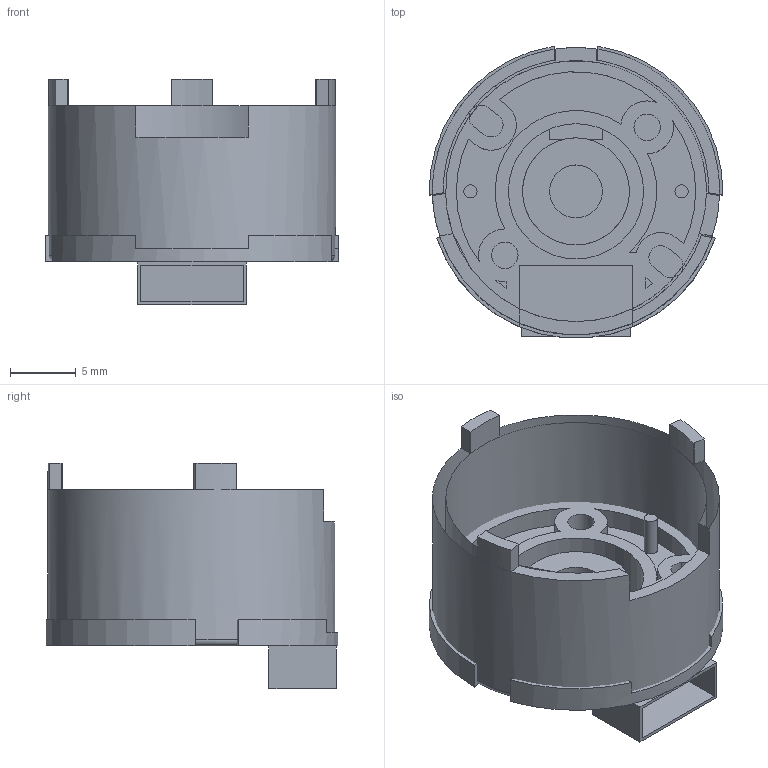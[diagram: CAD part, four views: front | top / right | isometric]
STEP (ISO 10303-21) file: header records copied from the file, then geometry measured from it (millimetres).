
FILE_DESCRIPTION(/* description */ ('Alibre Inc.'),/* implementation_level */ '2;1');
FILE_NAME(/* name */ 'export0',/* time_stamp */ '2013-08-20T12:49:58-06:00',/* author */ (''),/* organization */ (''),/* preprocessor_version */ 'ST-DEVELOPER v14',/* originating_system */ 'Alibre',/* authorisation */ '');
FILE_SCHEMA (('ALIBRE_SCHEMA','CONFIG_CONTROL_DESIGN'));
Length unit declared in the file: centimetre
Products named in the file (5): ID_1
Bounding box: 22.24 x 22.09 x 17.1 mm (x, y, z)
Volume: 2481.1 mm3; surface area: 4951.4 mm2
Topology: 4 solids, 4 shells, 145 faces, 372 edges, 243 vertices
Faces by surface type: plane 95, cylinder 48, torus 2
Full cylindrical faces by diameter (mm): 1 x2, 1.1 x2, 2 x3, 2.5 x2, 4 x1, 4.75 x1, 8.1 x1, 10.25 x1, 17.25 x1, 19.75 x1, 21.75 x1
Entity records: 13100 total; most frequent: CARTESIAN_POINT 2083, DIRECTION 990, CONSTRAINTPAIRUV 954, REFERENCEDEPENDENTUV 931, ORIENTED_EDGE 702, VECTOR 560, REFERENCEPOINTUV 527, LINE 400
